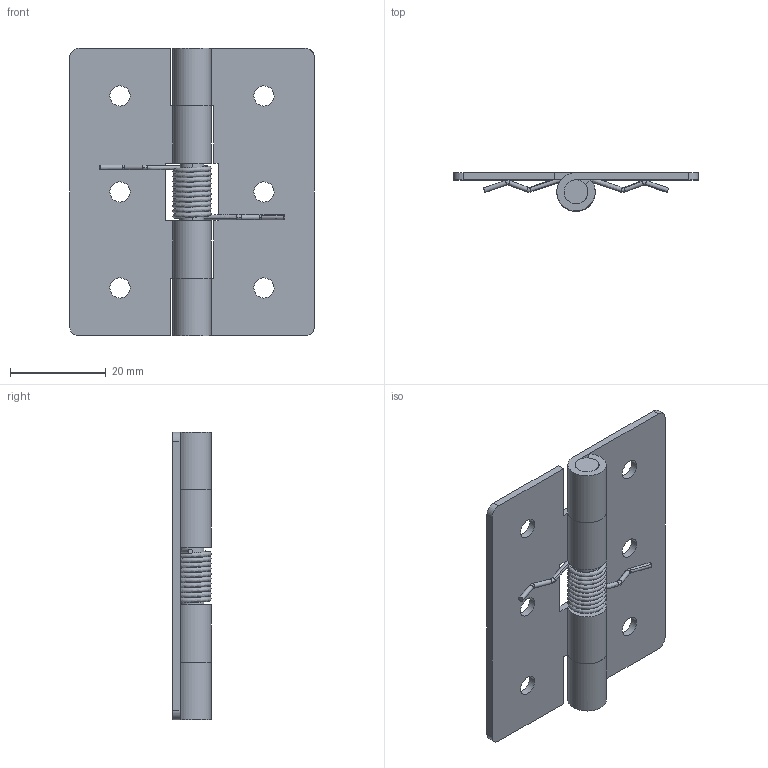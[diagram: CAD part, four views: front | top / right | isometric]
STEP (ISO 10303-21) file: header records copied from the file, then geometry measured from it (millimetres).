
FILE_DESCRIPTION((''),'2;1');
FILE_NAME('','2005-04-20T09:57:00',(''),(''),'','CADfix','');
FILE_SCHEMA(('AUTOMOTIVE_DESIGN'));
Length unit declared in the file: millimetre
Products named in the file (5): spring; shaft; hinge piece_B; hinge piece_A; TH_63SUS_13353_36
Assembly tree (4 placements, depth 2):
  TH_63SUS_13353_36
    spring
    shaft
    hinge piece_B
    hinge piece_A
Bounding box: 51 x 8 x 60 mm (x, y, z)
Volume: 6580.3 mm3; surface area: 9597.9 mm2
Topology: 4 solids, 4 shells, 86 faces, 289 edges, 210 vertices
Faces by surface type: bspline 86
Entity records: 6381 total; most frequent: CARTESIAN_POINT 4734, ORIENTED_EDGE 578, EDGE_CURVE 289, VERTEX_POINT 210, QUASI_UNIFORM_CURVE 110, EDGE_LOOP 99, FACE_OUTER_BOUND 86, ADVANCED_FACE 86
